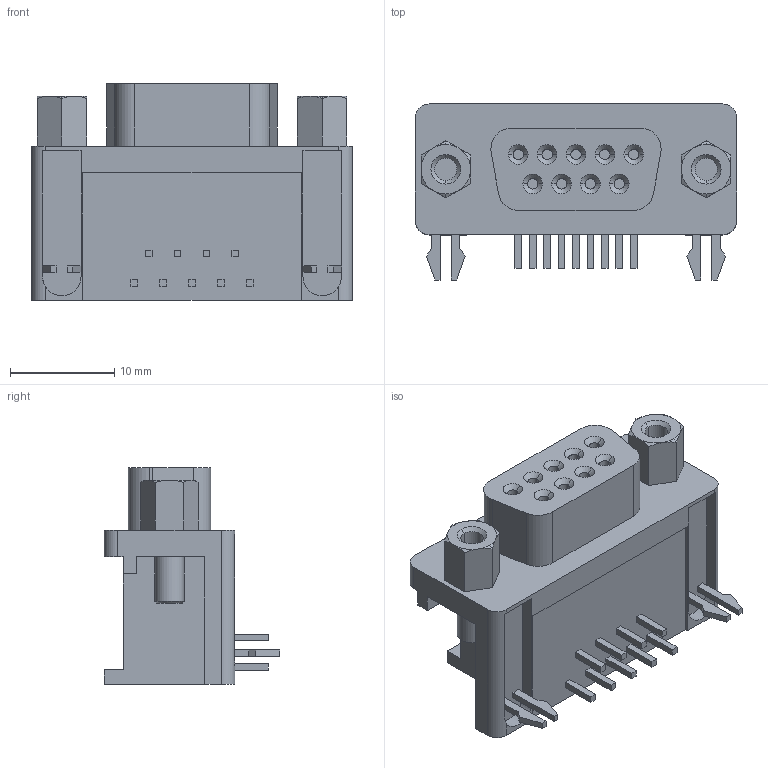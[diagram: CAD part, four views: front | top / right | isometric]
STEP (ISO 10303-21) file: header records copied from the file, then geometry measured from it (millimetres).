
FILE_DESCRIPTION(('STEP AP214'),'1');
FILE_NAME(' ',' ',('TraceParts'),('TraceParts S.A.'),'XStep 1.0',' ',' ');
FILE_SCHEMA(('automotive_design'));
Length unit declared in the file: millimetre
Products named in the file (1): 1
Bounding box: 30.81 x 16.88 x 20.8 mm (x, y, z)
Volume: 4691.5 mm3; surface area: 3064.4 mm2
Topology: 1 solids, 1 shells, 217 faces, 516 edges, 330 vertices
Faces by surface type: plane 137, cone 42, cylinder 38
Entity records: 12214 total; most frequent: CARTESIAN_POINT 1178, STYLED_ITEM 1063, PRESENTATION_STYLE_ASSIGNMENT 1063, COLOUR_RGB 1063, DIRECTION 1046, ORIENTED_EDGE 1032, EDGE_CURVE 516, CURVE_STYLE 516
